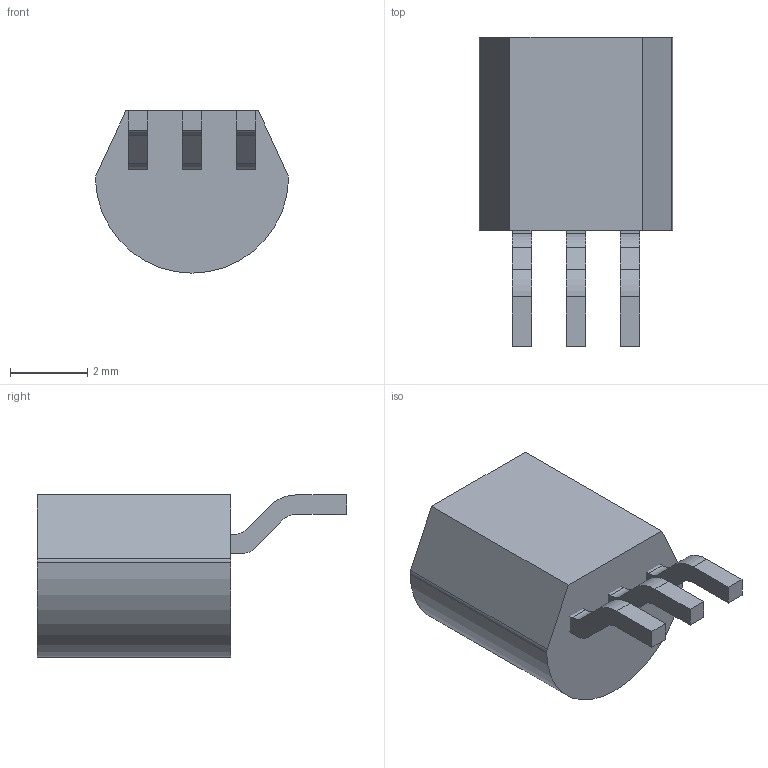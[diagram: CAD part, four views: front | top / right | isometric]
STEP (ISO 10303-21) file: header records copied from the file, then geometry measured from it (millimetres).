
FILE_DESCRIPTION (( 'STEP AP214' ), '1' );
FILE_NAME ('to92SMD.STEP', '2020-03-28T08:12:47', ( '' ), ( '' ), 'SwSTEP 2.0', 'SolidWorks 2013', '' );
FILE_SCHEMA (( 'AUTOMOTIVE_DESIGN' ));
Length unit declared in the file: millimetre
Products named in the file (3): to92pin; to92SMD; TO92
Assembly tree (4 placements, depth 2):
  to92SMD
    TO92
    to92pin  x3
Bounding box: 5 x 8 x 4.2 mm (x, y, z)
Volume: 87.8 mm3; surface area: 133.9 mm2
Topology: 4 solids, 4 shells, 51 faces, 129 edges, 86 vertices
Faces by surface type: plane 35, cylinder 16
Entity records: 813 total; most frequent: DIRECTION 133, CARTESIAN_POINT 125, ORIENTED_EDGE 114, EDGE_CURVE 57, AXIS2_PLACEMENT_3D 46, VECTOR 41, LINE 41, VERTEX_POINT 38
